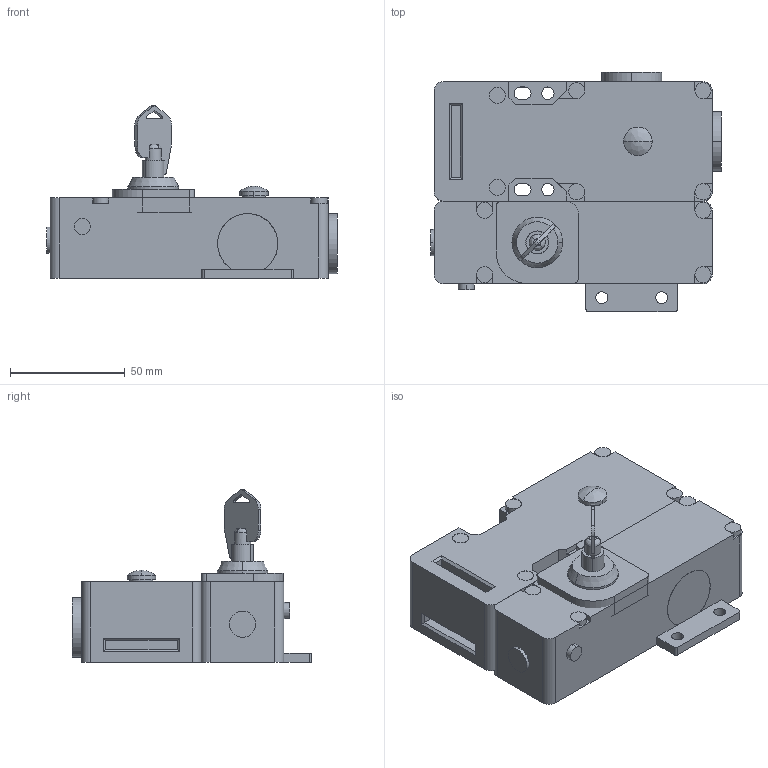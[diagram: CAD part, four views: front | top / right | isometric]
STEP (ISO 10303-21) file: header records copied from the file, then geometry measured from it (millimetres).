
FILE_DESCRIPTION (( 'STEP AP203' ), '1' );
FILE_NAME ('HS1C-K244R-$-$.STEP', '2021-07-26T07:49:08', ( '' ), ( '' ), 'SwSTEP 2.0', 'SolidWorks 2019', '' );
FILE_SCHEMA (( 'CONFIG_CONTROL_DESIGN' ));
Length unit declared in the file: millimetre
Products named in the file (6): HS1S-R4_蹬怮椔; HS1C-KL-ROTOR-CASE_蹬怮椔; HS1C-K-KEY_蹬怮椔; HS1C-K244R-$-$; HS1B-PL-LENS_蹬怮椔; HS1B-BODY-4_蹬怮椔
Assembly tree (5 placements, depth 2):
  HS1C-K244R-$-$
    HS1B-BODY-4_蹬怮椔
    HS1S-R4_蹬怮椔
    HS1C-KL-ROTOR-CASE_蹬怮椔
    HS1C-K-KEY_蹬怮椔
    HS1B-PL-LENS_蹬怮椔
Bounding box: 126.5 x 104 x 75 mm (x, y, z)
Volume: 368944 mm3; surface area: 59821.5 mm2
Topology: 5 solids, 5 shells, 233 faces, 602 edges, 395 vertices
Faces by surface type: plane 127, cylinder 98, bspline 6, cone 2
Entity records: 7940 total; most frequent: CARTESIAN_POINT 1416, DIRECTION 1278, ORIENTED_EDGE 1200, EDGE_CURVE 600, AXIS2_PLACEMENT_3D 451, VERTEX_POINT 395, VECTOR 376, LINE 376
